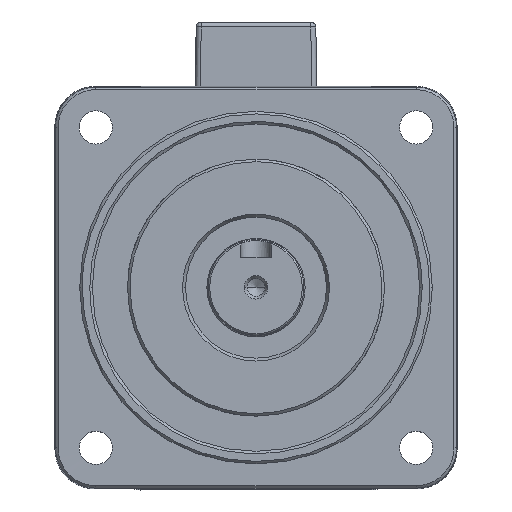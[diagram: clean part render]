
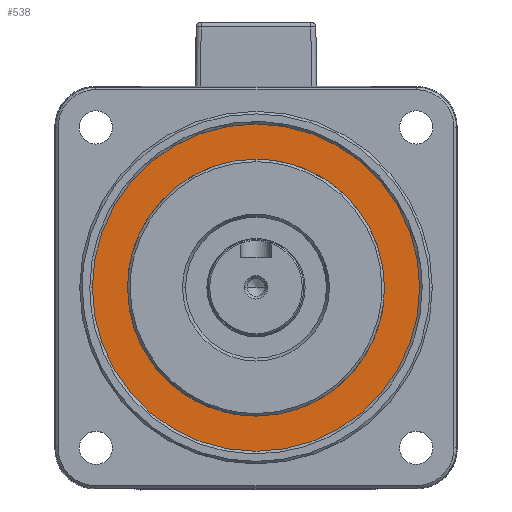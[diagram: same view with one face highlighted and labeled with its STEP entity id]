
A CAD part, top view. The second image highlights one B-rep face of the part: STEP entity #538.
In plain terms, the highlighted planar face has unit normal (0, 0, 1).
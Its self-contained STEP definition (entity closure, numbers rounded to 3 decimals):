
#328 = EDGE_CURVE ( 'NONE', #1754, #1735, #4449, .T. ) ;
#505 = EDGE_CURVE ( 'NONE', #1735, #1754, #4580, .T. ) ;
#538 = ADVANCED_FACE ( 'NONE', ( #16538, #16602 ), #5429, .T. ) ;
#622 = EDGE_CURVE ( 'NONE', #8771, #16080, #4559, .T. ) ;
#631 = EDGE_CURVE ( 'NONE', #16080, #8771, #4558, .T. ) ;
#1735 = VERTEX_POINT ( 'NONE', #10694 ) ;
#1754 = VERTEX_POINT ( 'NONE', #10713 ) ;
#2689 = CARTESIAN_POINT ( 'NONE',  ( 0., 0., 98. ) ) ;
#2693 = DIRECTION ( 'NONE',  ( 0., 0., -1. ) ) ;
#2694 = DIRECTION ( 'NONE',  ( 1., 0., 0. ) ) ;
#3760 = ORIENTED_EDGE ( 'NONE', *, *, #631, .T. ) ;
#3761 = ORIENTED_EDGE ( 'NONE', *, *, #505, .F. ) ;
#3784 = ORIENTED_EDGE ( 'NONE', *, *, #622, .T. ) ;
#3797 = ORIENTED_EDGE ( 'NONE', *, *, #328, .F. ) ;
#4449 = CIRCLE ( 'NONE', #9877, 32.5 ) ;
#4558 = CIRCLE ( 'NONE', #15999, 25.5 ) ;
#4559 = CIRCLE ( 'NONE', #16229, 25.5 ) ;
#4580 = CIRCLE ( 'NONE', #16592, 32.5 ) ;
#5108 = CARTESIAN_POINT ( 'NONE',  ( 0., 0., 98. ) ) ;
#5109 = DIRECTION ( 'NONE',  ( 0., 0., -1. ) ) ;
#5110 = DIRECTION ( 'NONE',  ( 1., 0., 0. ) ) ;
#5429 = PLANE ( 'NONE',  #16576 ) ;
#5430 = CARTESIAN_POINT ( 'NONE',  ( -32.89, -32.89, 98. ) ) ;
#5431 = DIRECTION ( 'NONE',  ( 0., 0., 1. ) ) ;
#5432 = DIRECTION ( 'NONE',  ( 1., 0., 0. ) ) ;
#6548 = CARTESIAN_POINT ( 'NONE',  ( 25.5, 0., 98. ) ) ;
#6611 = CARTESIAN_POINT ( 'NONE',  ( -25.5, 0., 98. ) ) ;
#7403 = CARTESIAN_POINT ( 'NONE',  ( 0., 0., 98. ) ) ;
#7404 = DIRECTION ( 'NONE',  ( 0., 0., -1. ) ) ;
#7405 = DIRECTION ( 'NONE',  ( 1., 0., 0. ) ) ;
#7432 = CARTESIAN_POINT ( 'NONE',  ( 0., 0., 98. ) ) ;
#7436 = DIRECTION ( 'NONE',  ( 0., 0., -1. ) ) ;
#7437 = DIRECTION ( 'NONE',  ( 1., 0., 0. ) ) ;
#8771 = VERTEX_POINT ( 'NONE', #6548 ) ;
#9877 = AXIS2_PLACEMENT_3D ( 'NONE', #2689, #2693, #2694 ) ;
#10694 = CARTESIAN_POINT ( 'NONE',  ( 32.5, 0., 98. ) ) ;
#10713 = CARTESIAN_POINT ( 'NONE',  ( -32.5, 0., 98. ) ) ;
#15999 = AXIS2_PLACEMENT_3D ( 'NONE', #7432, #7436, #7437 ) ;
#16080 = VERTEX_POINT ( 'NONE', #6611 ) ;
#16229 = AXIS2_PLACEMENT_3D ( 'NONE', #7403, #7404, #7405 ) ;
#16319 = EDGE_LOOP ( 'NONE', ( #3761, #3797 ) ) ;
#16334 = EDGE_LOOP ( 'NONE', ( #3784, #3760 ) ) ;
#16538 = FACE_BOUND ( 'NONE', #16334, .T. ) ;
#16576 = AXIS2_PLACEMENT_3D ( 'NONE', #5430, #5431, #5432 ) ;
#16592 = AXIS2_PLACEMENT_3D ( 'NONE', #5108, #5109, #5110 ) ;
#16602 = FACE_OUTER_BOUND ( 'NONE', #16319, .T. ) ;
